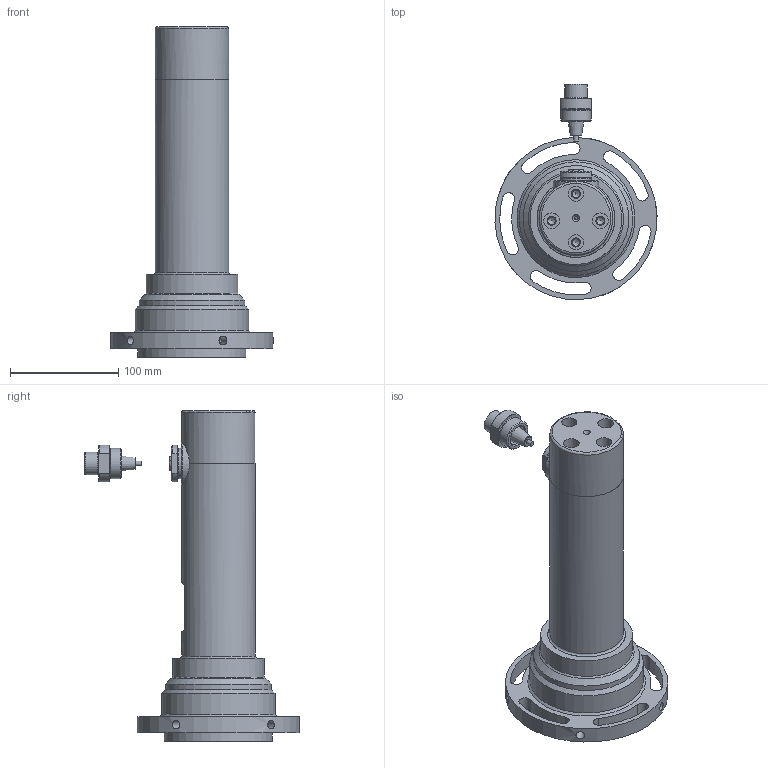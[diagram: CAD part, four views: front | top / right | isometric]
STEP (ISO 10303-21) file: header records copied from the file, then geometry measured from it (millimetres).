
FILE_DESCRIPTION(/* description */ (''),/* implementation_level */ '2;1');
FILE_NAME(/* name */ '713000 STEP.stp',/* time_stamp */ '2025-12-18T17:22:44+01:00',/* author */ (''),/* organization */ (''),/* preprocessor_version */ 'ST-DEVELOPER v20',/* originating_system */ 'SIEMENS PLM Software NX2406.4001',/* authorisation */ '');
FILE_SCHEMA (('AUTOMOTIVE_DESIGN { 1 0 10303 214 3 1 1 1 }'));
Length unit declared in the file: millimetre
Products named in the file (1): 713000 STEP
Bounding box: 149.9 x 198.68 x 306 mm (x, y, z)
Volume: 1072808.7 mm3; surface area: 302363.6 mm2
Topology: 102 solids, 102 shells, 982 faces, 2425 edges, 1560 vertices
Faces by surface type: plane 352, cylinder 321, cone 155, torus 76, sphere 73, bspline 5
Full cylindrical faces by diameter (mm): 1.9 x4, 2 x2, 2.7 x1, 3 x2, 4 x2, 4.5 x1, 4.762 x14, 5 x1, 5.188 x3, 6.2 x2, 6.985 x4, 8 x5, 8.2 x4, 8.5 x2, 8.782 x1, 10 x1, 10.2 x2, 10.5 x1, 11 x1, 12 x1, 13.2 x1, 13.5 x1, 14 x2, 14.5 x2, 15 x2, 15.2 x1, 15.6 x4, 16.5 x3, 17 x5, 17.25 x6
Entity records: 32669 total; most frequent: CARTESIAN_POINT 7439, DIRECTION 4323, ORIENTED_EDGE 3602, AXIS2_PLACEMENT_3D 1855, EDGE_CURVE 1801, EDGE_LOOP 1415, VERTEX_POINT 1393, FACE_BOUND 1018
